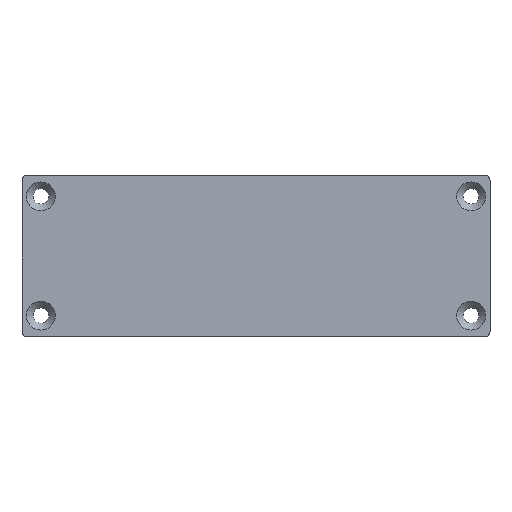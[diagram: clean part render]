
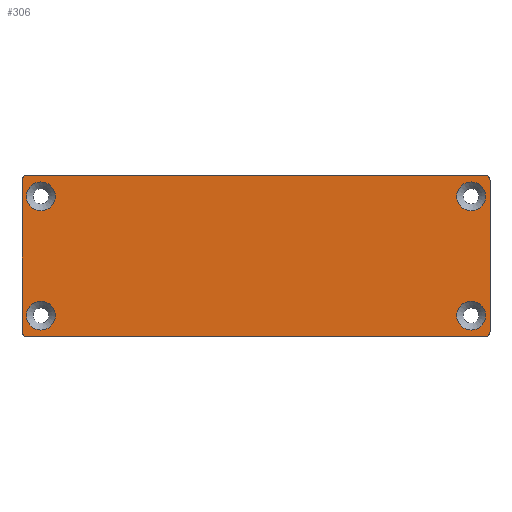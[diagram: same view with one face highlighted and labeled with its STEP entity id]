
A CAD part, top view. The second image highlights one B-rep face of the part: STEP entity #306.
In plain terms, the highlighted planar face has unit normal (0, 0, 1).
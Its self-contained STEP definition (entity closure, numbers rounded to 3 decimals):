
#20=PLANE('',#352);
#25=LINE('',#494,#41);
#31=LINE('',#514,#47);
#34=LINE('',#522,#50);
#36=LINE('',#528,#52);
#41=VECTOR('',#407,10.);
#47=VECTOR('',#427,10.);
#50=VECTOR('',#436,10.);
#52=VECTOR('',#444,10.);
#73=FACE_BOUND('',#125,.T.);
#74=FACE_BOUND('',#126,.T.);
#75=FACE_BOUND('',#127,.T.);
#76=FACE_BOUND('',#128,.T.);
#94=FACE_OUTER_BOUND('',#124,.T.);
#124=EDGE_LOOP('',(#273,#274,#275,#276,#277,#278,#279,#280));
#125=EDGE_LOOP('',(#281));
#126=EDGE_LOOP('',(#282));
#127=EDGE_LOOP('',(#283));
#128=EDGE_LOOP('',(#284));
#129=CIRCLE('',#316,3.25);
#132=CIRCLE('',#321,3.25);
#135=CIRCLE('',#326,3.25);
#138=CIRCLE('',#331,3.25);
#142=CIRCLE('',#337,1.25);
#146=CIRCLE('',#344,1.25);
#147=CIRCLE('',#347,1.25);
#148=CIRCLE('',#350,1.25);
#149=VERTEX_POINT('',#449);
#152=VERTEX_POINT('',#457);
#155=VERTEX_POINT('',#465);
#158=VERTEX_POINT('',#473);
#163=VERTEX_POINT('',#484);
#164=VERTEX_POINT('',#486);
#166=VERTEX_POINT('',#492);
#172=VERTEX_POINT('',#508);
#173=VERTEX_POINT('',#512);
#174=VERTEX_POINT('',#516);
#175=VERTEX_POINT('',#520);
#176=VERTEX_POINT('',#524);
#177=EDGE_CURVE('',#149,#149,#129,.T.);
#180=EDGE_CURVE('',#152,#152,#132,.T.);
#183=EDGE_CURVE('',#155,#155,#135,.T.);
#186=EDGE_CURVE('',#158,#158,#138,.T.);
#191=EDGE_CURVE('',#163,#164,#142,.T.);
#195=EDGE_CURVE('',#166,#163,#25,.T.);
#203=EDGE_CURVE('',#172,#166,#146,.T.);
#205=EDGE_CURVE('',#173,#172,#31,.T.);
#206=EDGE_CURVE('',#174,#173,#147,.T.);
#209=EDGE_CURVE('',#175,#174,#34,.T.);
#211=EDGE_CURVE('',#176,#175,#148,.T.);
#212=EDGE_CURVE('',#164,#176,#36,.T.);
#273=ORIENTED_EDGE('',*,*,#191,.F.);
#274=ORIENTED_EDGE('',*,*,#195,.F.);
#275=ORIENTED_EDGE('',*,*,#203,.F.);
#276=ORIENTED_EDGE('',*,*,#205,.F.);
#277=ORIENTED_EDGE('',*,*,#206,.F.);
#278=ORIENTED_EDGE('',*,*,#209,.F.);
#279=ORIENTED_EDGE('',*,*,#211,.F.);
#280=ORIENTED_EDGE('',*,*,#212,.F.);
#281=ORIENTED_EDGE('',*,*,#177,.T.);
#282=ORIENTED_EDGE('',*,*,#180,.T.);
#283=ORIENTED_EDGE('',*,*,#183,.T.);
#284=ORIENTED_EDGE('',*,*,#186,.T.);
#306=ADVANCED_FACE('',(#94,#73,#74,#75,#76),#20,.T.);
#316=AXIS2_PLACEMENT_3D('',#450,#357,#358);
#321=AXIS2_PLACEMENT_3D('',#458,#367,#368);
#326=AXIS2_PLACEMENT_3D('',#466,#377,#378);
#331=AXIS2_PLACEMENT_3D('',#474,#387,#388);
#337=AXIS2_PLACEMENT_3D('',#487,#400,#401);
#344=AXIS2_PLACEMENT_3D('',#510,#422,#423);
#347=AXIS2_PLACEMENT_3D('',#517,#430,#431);
#350=AXIS2_PLACEMENT_3D('',#526,#440,#441);
#352=AXIS2_PLACEMENT_3D('',#529,#445,#446);
#357=DIRECTION('center_axis',(0.,0.,-1.));
#358=DIRECTION('ref_axis',(1.,0.,0.));
#367=DIRECTION('center_axis',(0.,0.,-1.));
#368=DIRECTION('ref_axis',(1.,0.,0.));
#377=DIRECTION('center_axis',(0.,0.,-1.));
#378=DIRECTION('ref_axis',(1.,0.,0.));
#387=DIRECTION('center_axis',(0.,0.,-1.));
#388=DIRECTION('ref_axis',(1.,0.,0.));
#400=DIRECTION('center_axis',(0.,0.,-1.));
#401=DIRECTION('ref_axis',(0.707,-0.707,0.));
#407=DIRECTION('',(0.,-1.,0.));
#422=DIRECTION('center_axis',(0.,0.,-1.));
#423=DIRECTION('ref_axis',(0.707,0.707,0.));
#427=DIRECTION('',(1.,0.,0.));
#430=DIRECTION('center_axis',(0.,0.,-1.));
#431=DIRECTION('ref_axis',(-0.707,0.707,0.));
#436=DIRECTION('',(0.,1.,0.));
#440=DIRECTION('center_axis',(0.,0.,-1.));
#441=DIRECTION('ref_axis',(-0.707,-0.707,0.));
#444=DIRECTION('',(-1.,0.,0.));
#445=DIRECTION('center_axis',(0.,0.,1.));
#446=DIRECTION('ref_axis',(1.,0.,0.));
#449=CARTESIAN_POINT('',(51.75,-13.45,1.));
#450=CARTESIAN_POINT('Origin',(48.5,-13.45,1.));
#457=CARTESIAN_POINT('',(-45.25,-13.45,1.));
#458=CARTESIAN_POINT('Origin',(-48.5,-13.45,1.));
#465=CARTESIAN_POINT('',(51.75,13.45,1.));
#466=CARTESIAN_POINT('Origin',(48.5,13.45,1.));
#473=CARTESIAN_POINT('',(-45.25,13.45,1.));
#474=CARTESIAN_POINT('Origin',(-48.5,13.45,1.));
#484=CARTESIAN_POINT('',(52.75,-17.,1.));
#486=CARTESIAN_POINT('',(51.5,-18.25,1.));
#487=CARTESIAN_POINT('Origin',(51.5,-17.,1.));
#492=CARTESIAN_POINT('',(52.75,17.,1.));
#494=CARTESIAN_POINT('',(52.75,18.25,1.));
#508=CARTESIAN_POINT('',(51.5,18.25,1.));
#510=CARTESIAN_POINT('Origin',(51.5,17.,1.));
#512=CARTESIAN_POINT('',(-51.5,18.25,1.));
#514=CARTESIAN_POINT('',(-52.75,18.25,1.));
#516=CARTESIAN_POINT('',(-52.75,17.,1.));
#517=CARTESIAN_POINT('Origin',(-51.5,17.,1.));
#520=CARTESIAN_POINT('',(-52.75,-17.,1.));
#522=CARTESIAN_POINT('',(-52.75,-18.25,1.));
#524=CARTESIAN_POINT('',(-51.5,-18.25,1.));
#526=CARTESIAN_POINT('Origin',(-51.5,-17.,1.));
#528=CARTESIAN_POINT('',(52.75,-18.25,1.));
#529=CARTESIAN_POINT('Origin',(0.,0.,1.));
